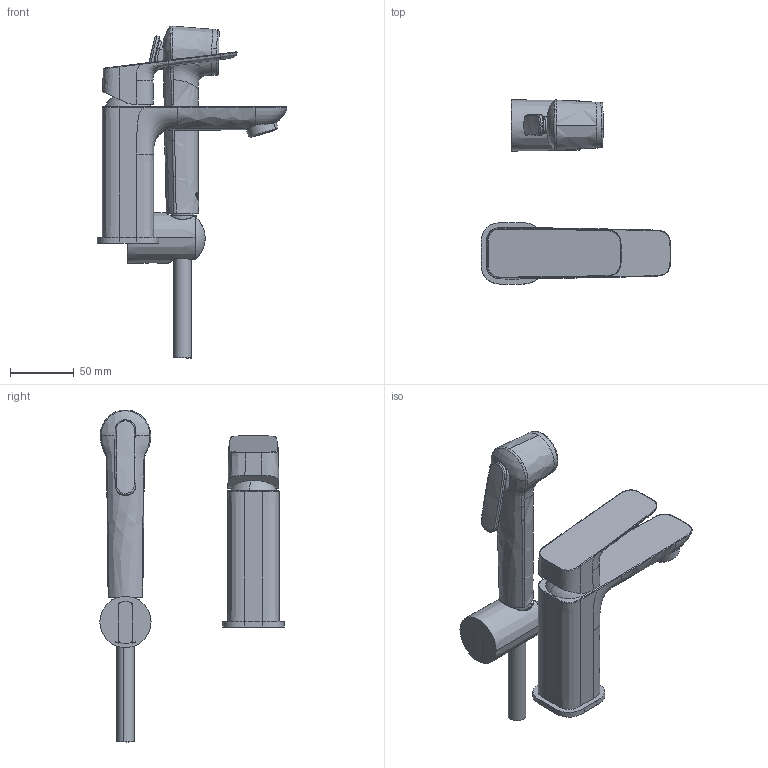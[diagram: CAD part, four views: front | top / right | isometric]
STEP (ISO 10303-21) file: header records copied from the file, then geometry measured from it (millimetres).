
FILE_DESCRIPTION(/* description */ ('AP214 STEP file'),/* implementation_level */ '2;1');
FILE_NAME(/* name */ '1017420000_out.stp',/* time_stamp */ '2024-12-12T08:14:55+01:00',/* author */ (''),/* organization */ (''),/* preprocessor_version */ 'ST-DEVELOPER v18.1',/* originating_system */ 'Elysium Co. Ltd. STEP Translator v8.3.0.0',/* authorisation */ '');
FILE_SCHEMA (('AUTOMOTIVE_DESIGN { 1 0 10303 214 3 1 1 }'));
Length unit declared in the file: millimetre
Products named in the file (1): 1017420000_extract
Bounding box: 148.08 x 144 x 259.45 mm (x, y, z)
Volume: 445941.1 mm3; surface area: 89457.8 mm2
Topology: 2 solids, 2 shells, 1299 faces, 3253 edges, 1952 vertices
Faces by surface type: bspline 509, cylinder 358, plane 240, sphere 75, cone 44, extrusion 42, torus 31
Entity records: 72626 total; most frequent: CARTESIAN_POINT 37589, ORIENTED_EDGE 6420, EDGE_CURVE 3210, STYLED_ITEM 2594, B_SPLINE_CURVE_WITH_KNOTS 2081, VERTEX_POINT 1945, DIRECTION 1448, EDGE_LOOP 1343
